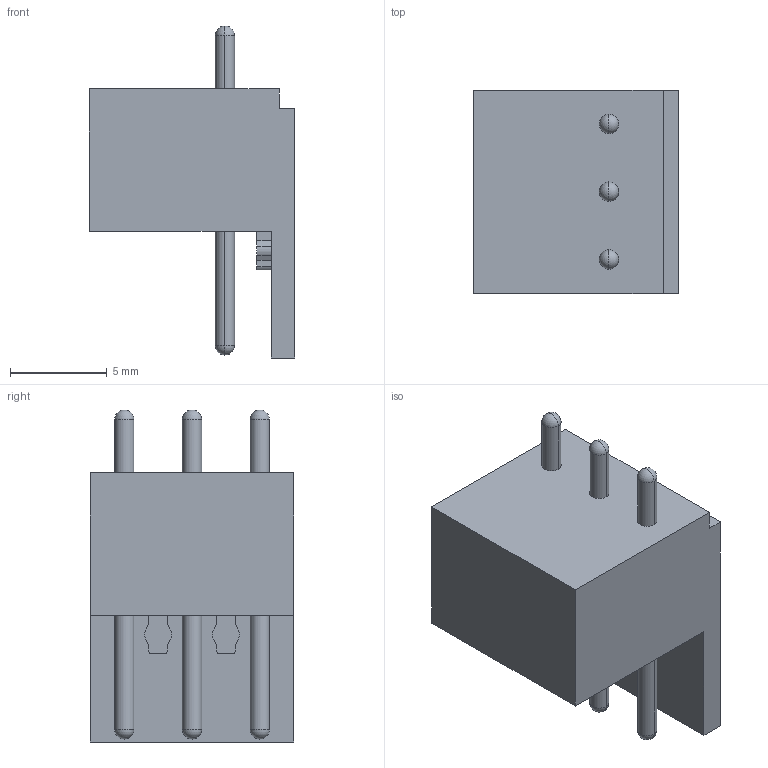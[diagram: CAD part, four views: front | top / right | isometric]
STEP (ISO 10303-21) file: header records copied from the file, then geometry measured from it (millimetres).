
FILE_DESCRIPTION((''),'2;1');
FILE_NAME('TL007T-XXP','2024-11-13T14:11:02',('sheji'),(''),'CREO PARAMETRIC BY PTC INC, 2018100','CREO PARAMETRIC BY PTC INC, 2018100','');
FILE_SCHEMA(('CONFIG_CONTROL_DESIGN'));
Length unit declared in the file: millimetre
Products named in the file (1): TL007T-XXP
Bounding box: 10.6 x 10.5 x 17.15 mm (x, y, z)
Volume: 917.5 mm3; surface area: 776.7 mm2
Topology: 1 solids, 1 shells, 62 faces, 168 edges, 102 vertices
Faces by surface type: plane 30, cylinder 20, sphere 12
Entity records: 1902 total; most frequent: DIRECTION 332, CARTESIAN_POINT 320, ORIENTED_EDGE 312, EDGE_CURVE 156, AXIS2_PLACEMENT_3D 114, VECTOR 104, LINE 104, VERTEX_POINT 102
